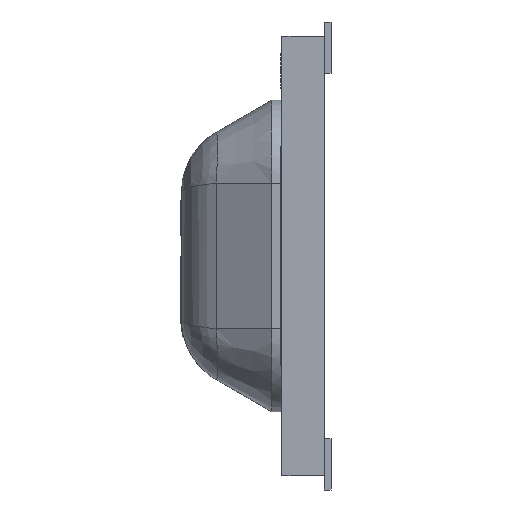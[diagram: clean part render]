
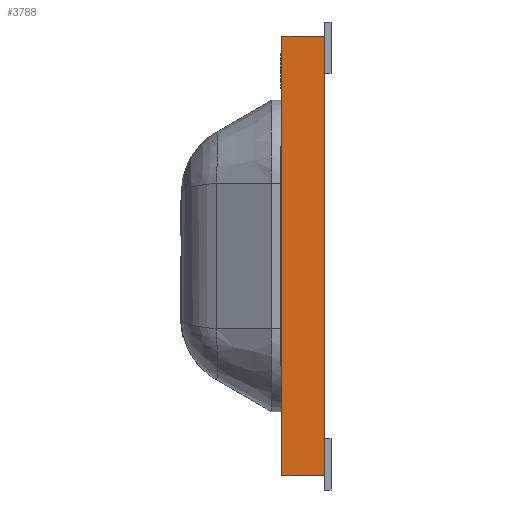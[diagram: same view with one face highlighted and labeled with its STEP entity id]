
A CAD part, left-side view. The second image highlights one B-rep face of the part: STEP entity #3788.
In plain terms, the highlighted planar face has unit normal (-1, 0, 0).
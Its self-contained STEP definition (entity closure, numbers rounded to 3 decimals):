
#214 = LINE ( 'NONE', #3256, #2825 ) ;
#251 = ORIENTED_EDGE ( 'NONE', *, *, #1107, .F. ) ;
#698 = ORIENTED_EDGE ( 'NONE', *, *, #6419, .T. ) ;
#790 = VERTEX_POINT ( 'NONE', #3192 ) ;
#1107 = EDGE_CURVE ( 'NONE', #790, #6436, #9458, .T. ) ;
#1504 = FACE_OUTER_BOUND ( 'NONE', #4145, .T. ) ;
#2029 = VECTOR ( 'NONE', #9508, 1000. ) ;
#2040 = VECTOR ( 'NONE', #2941, 1000. ) ;
#2201 = PLANE ( 'NONE',  #8023 ) ;
#2462 = VERTEX_POINT ( 'NONE', #9101 ) ;
#2603 = VECTOR ( 'NONE', #8868, 1000. ) ;
#2671 = CARTESIAN_POINT ( 'NONE',  ( -3.81, 0.61, 3.175 ) ) ;
#2825 = VECTOR ( 'NONE', #7720, 1000. ) ;
#2910 = CARTESIAN_POINT ( 'NONE',  ( -3.81, 0., 3.175 ) ) ;
#2941 = DIRECTION ( 'NONE',  ( 0., -1., 0. ) ) ;
#3192 = CARTESIAN_POINT ( 'NONE',  ( -3.81, 0.61, -3.175 ) ) ;
#3256 = CARTESIAN_POINT ( 'NONE',  ( -3.81, 0.61, -3.175 ) ) ;
#3732 = DIRECTION ( 'NONE',  ( 1., 0., 0. ) ) ;
#3788 = ADVANCED_FACE ( 'NONE', ( #1504 ), #2201, .F. ) ;
#4145 = EDGE_LOOP ( 'NONE', ( #6144, #4478, #251, #698 ) ) ;
#4478 = ORIENTED_EDGE ( 'NONE', *, *, #4590, .F. ) ;
#4515 = CARTESIAN_POINT ( 'NONE',  ( -3.81, 0.61, 3.175 ) ) ;
#4590 = EDGE_CURVE ( 'NONE', #6436, #5767, #7957, .T. ) ;
#5068 = CARTESIAN_POINT ( 'NONE',  ( -3.81, 0.61, 3.175 ) ) ;
#5767 = VERTEX_POINT ( 'NONE', #2910 ) ;
#5846 = CARTESIAN_POINT ( 'NONE',  ( -3.81, 0., 3.175 ) ) ;
#6144 = ORIENTED_EDGE ( 'NONE', *, *, #9129, .T. ) ;
#6249 = CARTESIAN_POINT ( 'NONE',  ( -3.81, 0.61, 3.175 ) ) ;
#6419 = EDGE_CURVE ( 'NONE', #790, #2462, #214, .T. ) ;
#6436 = VERTEX_POINT ( 'NONE', #6249 ) ;
#6577 = LINE ( 'NONE', #5846, #2029 ) ;
#6758 = DIRECTION ( 'NONE',  ( 0., 0., -1. ) ) ;
#7720 = DIRECTION ( 'NONE',  ( 0., -1., 0. ) ) ;
#7957 = LINE ( 'NONE', #2671, #2040 ) ;
#8023 = AXIS2_PLACEMENT_3D ( 'NONE', #4515, #3732, #6758 ) ;
#8868 = DIRECTION ( 'NONE',  ( 0., 0., 1. ) ) ;
#9101 = CARTESIAN_POINT ( 'NONE',  ( -3.81, 0., -3.175 ) ) ;
#9129 = EDGE_CURVE ( 'NONE', #2462, #5767, #6577, .T. ) ;
#9458 = LINE ( 'NONE', #5068, #2603 ) ;
#9508 = DIRECTION ( 'NONE',  ( 0., 0., 1. ) ) ;
